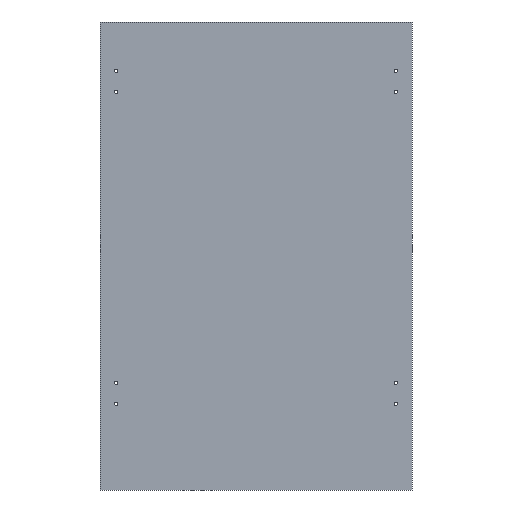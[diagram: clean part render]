
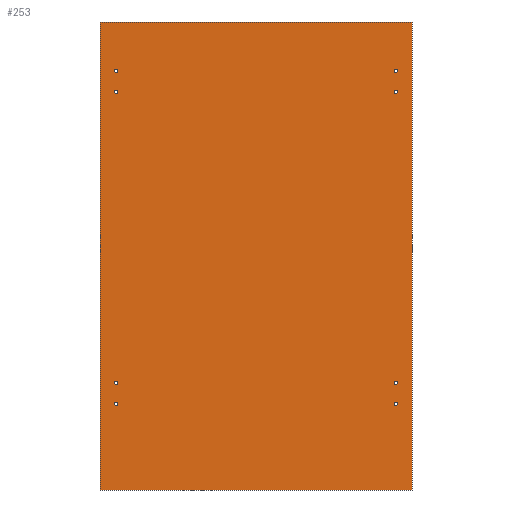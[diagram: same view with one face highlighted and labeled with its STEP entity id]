
A CAD part, front view. The second image highlights one B-rep face of the part: STEP entity #253.
In plain terms, the highlighted planar face has unit normal (0, -1, 0).
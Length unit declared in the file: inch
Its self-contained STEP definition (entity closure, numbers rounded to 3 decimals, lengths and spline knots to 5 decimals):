
#23=FACE_BOUND('',#78,.T.);
#24=FACE_BOUND('',#79,.T.);
#25=FACE_BOUND('',#80,.T.);
#26=FACE_BOUND('',#81,.T.);
#27=FACE_BOUND('',#82,.T.);
#28=FACE_BOUND('',#83,.T.);
#29=FACE_BOUND('',#84,.T.);
#30=FACE_BOUND('',#85,.T.);
#47=CIRCLE('',#276,0.1325);
#48=CIRCLE('',#277,0.1325);
#49=CIRCLE('',#278,0.1325);
#50=CIRCLE('',#279,0.1325);
#51=CIRCLE('',#280,0.1325);
#52=CIRCLE('',#281,0.1325);
#53=CIRCLE('',#282,0.1325);
#54=CIRCLE('',#283,0.1325);
#63=FACE_OUTER_BOUND('',#77,.T.);
#77=EDGE_LOOP('',(#191,#192,#193,#194));
#78=EDGE_LOOP('',(#195));
#79=EDGE_LOOP('',(#196));
#80=EDGE_LOOP('',(#197));
#81=EDGE_LOOP('',(#198));
#82=EDGE_LOOP('',(#199));
#83=EDGE_LOOP('',(#200));
#84=EDGE_LOOP('',(#201));
#85=EDGE_LOOP('',(#202));
#115=LINE('',#383,#127);
#116=LINE('',#385,#128);
#117=LINE('',#387,#129);
#118=LINE('',#388,#130);
#127=VECTOR('',#309,24.);
#128=VECTOR('',#310,36.);
#129=VECTOR('',#311,24.);
#130=VECTOR('',#312,36.);
#139=VERTEX_POINT('',#381);
#140=VERTEX_POINT('',#382);
#141=VERTEX_POINT('',#384);
#142=VERTEX_POINT('',#386);
#143=VERTEX_POINT('',#389);
#144=VERTEX_POINT('',#391);
#145=VERTEX_POINT('',#393);
#146=VERTEX_POINT('',#395);
#147=VERTEX_POINT('',#397);
#148=VERTEX_POINT('',#399);
#149=VERTEX_POINT('',#401);
#150=VERTEX_POINT('',#403);
#163=EDGE_CURVE('',#139,#140,#115,.T.);
#164=EDGE_CURVE('',#140,#141,#116,.T.);
#165=EDGE_CURVE('',#141,#142,#117,.T.);
#166=EDGE_CURVE('',#142,#139,#118,.T.);
#167=EDGE_CURVE('',#143,#143,#47,.T.);
#168=EDGE_CURVE('',#144,#144,#48,.T.);
#169=EDGE_CURVE('',#145,#145,#49,.T.);
#170=EDGE_CURVE('',#146,#146,#50,.T.);
#171=EDGE_CURVE('',#147,#147,#51,.T.);
#172=EDGE_CURVE('',#148,#148,#52,.T.);
#173=EDGE_CURVE('',#149,#149,#53,.T.);
#174=EDGE_CURVE('',#150,#150,#54,.T.);
#191=ORIENTED_EDGE('',*,*,#163,.T.);
#192=ORIENTED_EDGE('',*,*,#164,.T.);
#193=ORIENTED_EDGE('',*,*,#165,.T.);
#194=ORIENTED_EDGE('',*,*,#166,.T.);
#195=ORIENTED_EDGE('',*,*,#167,.F.);
#196=ORIENTED_EDGE('',*,*,#168,.F.);
#197=ORIENTED_EDGE('',*,*,#169,.F.);
#198=ORIENTED_EDGE('',*,*,#170,.F.);
#199=ORIENTED_EDGE('',*,*,#171,.F.);
#200=ORIENTED_EDGE('',*,*,#172,.F.);
#201=ORIENTED_EDGE('',*,*,#173,.F.);
#202=ORIENTED_EDGE('',*,*,#174,.F.);
#247=PLANE('',#275);
#253=ADVANCED_FACE('',(#63,#23,#24,#25,#26,#27,#28,#29,#30),#247,.F.);
#275=AXIS2_PLACEMENT_3D('',#380,#307,#308);
#276=AXIS2_PLACEMENT_3D('',#390,#313,#314);
#277=AXIS2_PLACEMENT_3D('',#392,#315,#316);
#278=AXIS2_PLACEMENT_3D('',#394,#317,#318);
#279=AXIS2_PLACEMENT_3D('',#396,#319,#320);
#280=AXIS2_PLACEMENT_3D('',#398,#321,#322);
#281=AXIS2_PLACEMENT_3D('',#400,#323,#324);
#282=AXIS2_PLACEMENT_3D('',#402,#325,#326);
#283=AXIS2_PLACEMENT_3D('',#404,#327,#328);
#307=DIRECTION('center_axis',(0.,1.,0.));
#308=DIRECTION('ref_axis',(1.,0.,0.));
#309=DIRECTION('',(1.,0.,0.));
#310=DIRECTION('',(0.,0.,1.));
#311=DIRECTION('',(-1.,0.,0.));
#312=DIRECTION('',(0.,0.,-1.));
#313=DIRECTION('center_axis',(0.,-1.,0.));
#314=DIRECTION('ref_axis',(0.,0.,-1.));
#315=DIRECTION('center_axis',(0.,-1.,0.));
#316=DIRECTION('ref_axis',(0.,0.,-1.));
#317=DIRECTION('center_axis',(0.,-1.,0.));
#318=DIRECTION('ref_axis',(0.,0.,-1.));
#319=DIRECTION('center_axis',(0.,-1.,0.));
#320=DIRECTION('ref_axis',(0.,0.,-1.));
#321=DIRECTION('center_axis',(0.,-1.,0.));
#322=DIRECTION('ref_axis',(0.,0.,1.));
#323=DIRECTION('center_axis',(0.,-1.,0.));
#324=DIRECTION('ref_axis',(0.,0.,1.));
#325=DIRECTION('center_axis',(0.,-1.,0.));
#326=DIRECTION('ref_axis',(0.,0.,1.));
#327=DIRECTION('center_axis',(0.,-1.,0.));
#328=DIRECTION('ref_axis',(0.,0.,1.));
#380=CARTESIAN_POINT('Origin',(0.,0.,0.));
#381=CARTESIAN_POINT('',(-12.,0.,-18.));
#382=CARTESIAN_POINT('',(12.,0.,-18.));
#383=CARTESIAN_POINT('',(-12.,0.,-18.));
#384=CARTESIAN_POINT('',(12.,0.,18.));
#385=CARTESIAN_POINT('',(12.,0.,-18.));
#386=CARTESIAN_POINT('',(-12.,0.,18.));
#387=CARTESIAN_POINT('',(12.,0.,18.));
#388=CARTESIAN_POINT('',(-12.,0.,18.));
#389=CARTESIAN_POINT('',(10.75,0.,14.1175));
#390=CARTESIAN_POINT('Origin',(10.75,0.,14.25));
#391=CARTESIAN_POINT('',(10.75,0.,12.4925));
#392=CARTESIAN_POINT('Origin',(10.75,0.,12.625));
#393=CARTESIAN_POINT('',(10.75,0.,-9.8825));
#394=CARTESIAN_POINT('Origin',(10.75,0.,-9.75));
#395=CARTESIAN_POINT('',(10.75,0.,-11.5075));
#396=CARTESIAN_POINT('Origin',(10.75,0.,-11.375));
#397=CARTESIAN_POINT('',(-10.75,0.,14.3825));
#398=CARTESIAN_POINT('Origin',(-10.75,0.,14.25));
#399=CARTESIAN_POINT('',(-10.75,0.,12.7575));
#400=CARTESIAN_POINT('Origin',(-10.75,0.,12.625));
#401=CARTESIAN_POINT('',(-10.75,0.,-9.6175));
#402=CARTESIAN_POINT('Origin',(-10.75,0.,-9.75));
#403=CARTESIAN_POINT('',(-10.75,0.,-11.2425));
#404=CARTESIAN_POINT('Origin',(-10.75,0.,-11.375));
